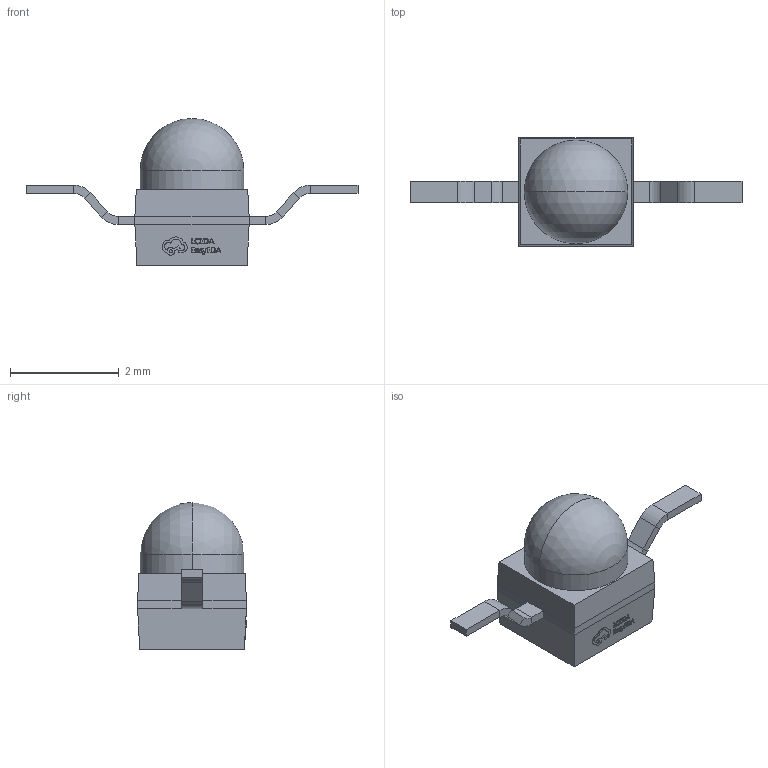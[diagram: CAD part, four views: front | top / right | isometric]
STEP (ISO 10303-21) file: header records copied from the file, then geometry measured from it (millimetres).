
FILE_DESCRIPTION (( 'STEP AP214' ), '1' );
FILE_NAME ('LED-TH_2P-L2.1-W2.0-H2.7-LS6.1.step', '2022-07-08T13:07:21', ( '' ), ( '' ), 'SwSTEP 2.0', 'SolidWorks 2020', '' );
FILE_SCHEMA (( 'AUTOMOTIVE_DESIGN' ));
Length unit declared in the file: millimetre
Products named in the file (1): LED-TH_2P-L2.1-W2.0-H2.7-LS6.1
Bounding box: 6.1 x 2 x 2.7 mm (x, y, z)
Volume: 8.8 mm3; surface area: 29.1 mm2
Topology: 1 solids, 1 shells, 345 faces, 903 edges, 585 vertices
Faces by surface type: plane 221, bspline 112, cylinder 10, sphere 2
Entity records: 15444 total; most frequent: CARTESIAN_POINT 3932, ORIENTED_EDGE 1798, DIRECTION 1161, EDGE_CURVE 899, LINE 649, VECTOR 649, VERTEX_POINT 583, EDGE_LOOP 372
